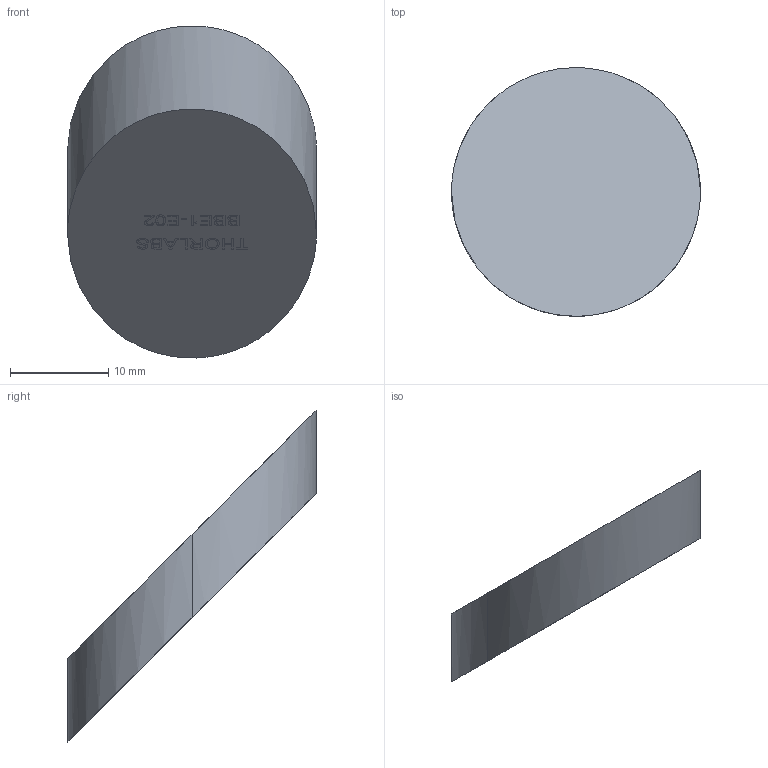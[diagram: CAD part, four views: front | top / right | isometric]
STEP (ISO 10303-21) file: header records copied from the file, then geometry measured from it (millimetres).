
FILE_DESCRIPTION (( 'STEP AP214' ), '1' );
FILE_NAME ('21546-E0W.STEP', '2010-10-26T16:01:19', ( 'Admin' ), ( 'Thorlabs, Inc.' ), 'SwSTEP 2.0', 'SolidWorks 2009', '' );
FILE_SCHEMA (( 'AUTOMOTIVE_DESIGN' ));
Length unit declared in the file: millimetre
Products named in the file (1): 21546-E0W
Bounding box: 25.4 x 25.38 x 33.86 mm (x, y, z)
Volume: 4299.2 mm3; surface area: 2110.1 mm2
Topology: 1 solids, 1 shells, 227 faces, 597 edges, 398 vertices
Faces by surface type: plane 142, bspline 83, cylinder 2
Entity records: 16598 total; most frequent: CARTESIAN_POINT 9032, ORIENTED_EDGE 1194, DIRECTION 717, EDGE_CURVE 597, VECTOR 427, LINE 427, VERTEX_POINT 398, EDGE_LOOP 253
